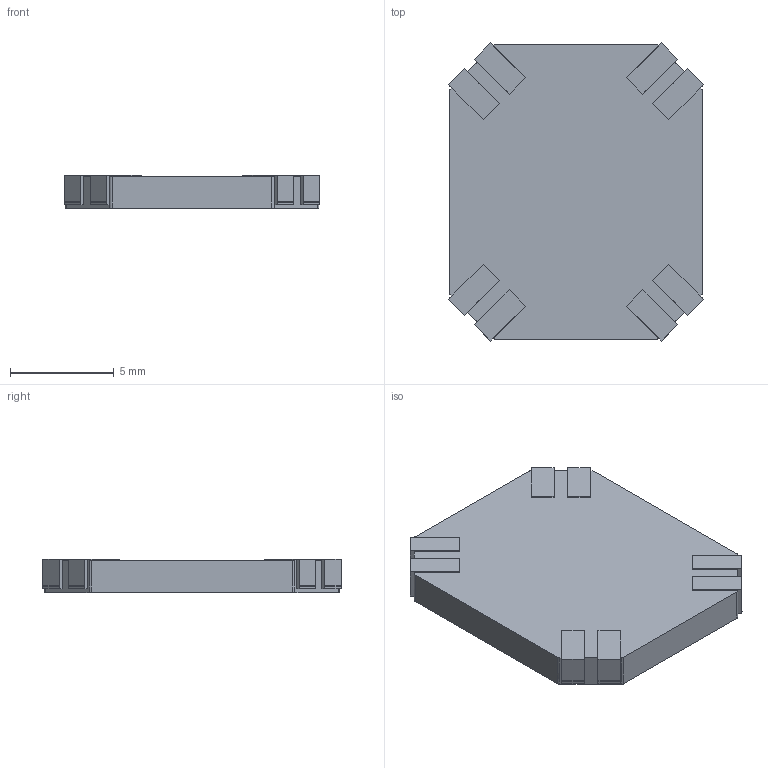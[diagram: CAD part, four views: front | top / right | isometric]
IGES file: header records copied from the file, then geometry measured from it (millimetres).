
Start section: SolidWorks IGES file using analytic representation for surfaces
Global section: file name: 3DC14EM.IGS; native system: SolidWorks 2018; preprocessor: SolidWorks 2018; author: sergio.cobos; date: 200227.145922; units: millimetre
Bounding box: 12.27 x 14.34 x 1.61 mm (x, y, z)
Surface area: 412.6 mm2 (no closed solid volume)
Topology: 0 solids, 0 shells, 89 faces, 640 edges, 624 vertices
Faces by surface type: bspline 67, revolution 22
